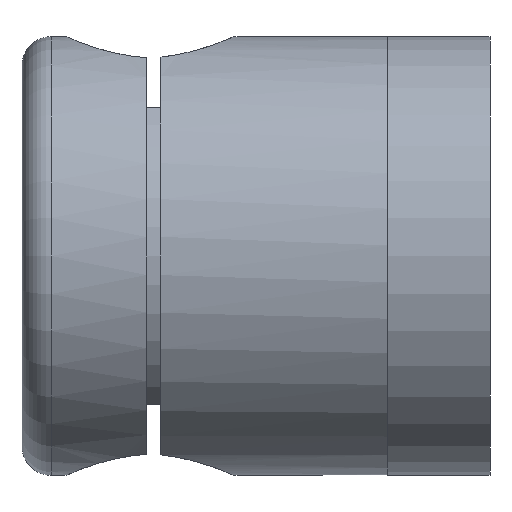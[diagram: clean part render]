
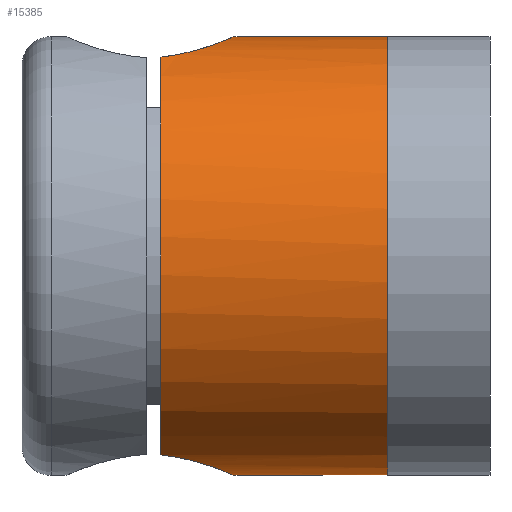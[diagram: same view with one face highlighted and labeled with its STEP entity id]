
A CAD part, left-side view. The second image highlights one B-rep face of the part: STEP entity #15385.
In plain terms, the highlighted cylindrical face has radius 15 mm (diameter 30 mm), a full revolution.
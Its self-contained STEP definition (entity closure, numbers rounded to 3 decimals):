
#63 = CARTESIAN_POINT ( 'NONE',  ( -4.951, 2.715, -14.16 ) ) ;
#545 = CIRCLE ( 'NONE', #1483, 15. ) ;
#976 = CARTESIAN_POINT ( 'NONE',  ( 3.466, 4.011, 14.598 ) ) ;
#1214 = CARTESIAN_POINT ( 'NONE',  ( -0.374, 5., 15. ) ) ;
#1232 = CARTESIAN_POINT ( 'NONE',  ( 3.478, 4.039, -14.603 ) ) ;
#1384 = CARTESIAN_POINT ( 'NONE',  ( 6.325, 0., -13.601 ) ) ;
#1405 = CARTESIAN_POINT ( 'NONE',  ( -5.284, 2.29, -14.039 ) ) ;
#1483 = AXIS2_PLACEMENT_3D ( 'NONE', #11951, #4165, #12060 ) ;
#1513 = CARTESIAN_POINT ( 'NONE',  ( -1.465, 4.875, -14.945 ) ) ;
#1742 = CARTESIAN_POINT ( 'NONE',  ( 0., 0., 0. ) ) ;
#2038 = DIRECTION ( 'NONE',  ( 0., 0., 1. ) ) ;
#2070 = FACE_OUTER_BOUND ( 'NONE', #14521, .T. ) ;
#2546 = CARTESIAN_POINT ( 'NONE',  ( 1.465, 4.875, 14.945 ) ) ;
#2685 = CARTESIAN_POINT ( 'NONE',  ( -5.872, 1.38, -13.809 ) ) ;
#2778 = CARTESIAN_POINT ( 'NONE',  ( 5.872, 1.38, 13.809 ) ) ;
#3201 = ORIENTED_EDGE ( 'NONE', *, *, #13719, .T. ) ;
#3721 = AXIS2_PLACEMENT_3D ( 'NONE', #1742, #14932, #7023 ) ;
#3768 = CARTESIAN_POINT ( 'NONE',  ( -6.325, 0., 13.601 ) ) ;
#3785 = CARTESIAN_POINT ( 'NONE',  ( 6.154, 0.719, -13.681 ) ) ;
#3789 = VERTEX_POINT ( 'NONE', #5238 ) ;
#3904 = CARTESIAN_POINT ( 'NONE',  ( 1.812, 4.753, -14.894 ) ) ;
#3973 = ORIENTED_EDGE ( 'NONE', *, *, #6522, .F. ) ;
#4111 = ORIENTED_EDGE ( 'NONE', *, *, #11157, .T. ) ;
#4112 = CARTESIAN_POINT ( 'NONE',  ( 5.388, 2.141, 13.999 ) ) ;
#4165 = DIRECTION ( 'NONE',  ( 0., 1., 0. ) ) ;
#4188 = CARTESIAN_POINT ( 'NONE',  ( 0.374, 5., -15. ) ) ;
#4717 = CIRCLE ( 'NONE', #10390, 15. ) ;
#5164 = CARTESIAN_POINT ( 'NONE',  ( 4.613, 3.136, -14.285 ) ) ;
#5171 = CYLINDRICAL_SURFACE ( 'NONE', #11597, 15. ) ;
#5238 = CARTESIAN_POINT ( 'NONE',  ( -6.325, 0., -13.601 ) ) ;
#5285 = CARTESIAN_POINT ( 'NONE',  ( -3.466, 4.011, -14.598 ) ) ;
#5346 = CARTESIAN_POINT ( 'NONE',  ( -4.333, 3.359, -14.364 ) ) ;
#5407 = CARTESIAN_POINT ( 'NONE',  ( -5.388, 2.141, -13.999 ) ) ;
#5859 = CARTESIAN_POINT ( 'NONE',  ( 0., 0., 0. ) ) ;
#6225 = EDGE_LOOP ( 'NONE', ( #8374, #3201, #11704, #4111 ) ) ;
#6315 = CARTESIAN_POINT ( 'NONE',  ( -5.091, 2.607, 14.116 ) ) ;
#6522 = EDGE_CURVE ( 'NONE', #7948, #7948, #545, .T. ) ;
#6544 = CARTESIAN_POINT ( 'NONE',  ( 6.154, 0.719, 13.681 ) ) ;
#6684 = CARTESIAN_POINT ( 'NONE',  ( -4.593, 3.114, -14.282 ) ) ;
#7023 = DIRECTION ( 'NONE',  ( 0., 0., 1. ) ) ;
#7068 = VERTEX_POINT ( 'NONE', #1384 ) ;
#7099 = VERTEX_POINT ( 'NONE', #13187 ) ;
#7718 = CARTESIAN_POINT ( 'NONE',  ( -5.871, 1.382, 13.809 ) ) ;
#7837 = CARTESIAN_POINT ( 'NONE',  ( -2.851, 4.387, 14.743 ) ) ;
#7948 = VERTEX_POINT ( 'NONE', #13912 ) ;
#8067 = CARTESIAN_POINT ( 'NONE',  ( 4.593, 3.114, 14.282 ) ) ;
#8139 = EDGE_CURVE ( 'NONE', #7099, #7068, #13173, .T. ) ;
#8261 = DIRECTION ( 'NONE',  ( 0., 0., -1. ) ) ;
#8323 = B_SPLINE_CURVE_WITH_KNOTS ( 'NONE', 3,
 ( #3768, #14412, #7718, #6315, #17019, #8985, #7837, #10302, #16960, #9038, #1214, #17073, #2546, #15515, #11774, #976, #8931, #11893, #8067, #17196, #14693, #9337, #4112, #2778, #6544, #12009 ),
 .UNSPECIFIED., .F., .F.,
 ( 4, 2, 2, 2, 2, 2, 2, 2, 2, 2, 2, 2, 4 ),
 ( 0., 0.002, 0.004, 0.007, 0.008, 0.009, 0.011, 0.012, 0.013, 0.014, 0.015, 0.015, 0.018 ),
 .UNSPECIFIED. ) ;
#8374 = ORIENTED_EDGE ( 'NONE', *, *, #8139, .T. ) ;
#8931 = CARTESIAN_POINT ( 'NONE',  ( 3.768, 3.808, 14.522 ) ) ;
#8985 = CARTESIAN_POINT ( 'NONE',  ( -3.478, 4.039, 14.603 ) ) ;
#9038 = CARTESIAN_POINT ( 'NONE',  ( -0.738, 4.968, 14.986 ) ) ;
#9303 = CARTESIAN_POINT ( 'NONE',  ( 0.738, 4.968, -14.986 ) ) ;
#9337 = CARTESIAN_POINT ( 'NONE',  ( 5.284, 2.29, 14.039 ) ) ;
#9359 = CARTESIAN_POINT ( 'NONE',  ( -5.066, 2.577, -14.119 ) ) ;
#9458 = CARTESIAN_POINT ( 'NONE',  ( -6.325, 0., -13.601 ) ) ;
#9746 = DIRECTION ( 'NONE',  ( 0., -1., 0. ) ) ;
#9806 = VERTEX_POINT ( 'NONE', #10242 ) ;
#9973 = DIRECTION ( 'NONE',  ( 0., 1., 0. ) ) ;
#10242 = CARTESIAN_POINT ( 'NONE',  ( -6.325, 0., 13.601 ) ) ;
#10302 = CARTESIAN_POINT ( 'NONE',  ( -1.812, 4.753, 14.894 ) ) ;
#10313 = B_SPLINE_CURVE_WITH_KNOTS ( 'NONE', 3,
 ( #15764, #3785, #17091, #11621, #5164, #1232, #11798, #3904, #15876, #9303, #4188, #14545, #1513, #11854, #15932, #5285, #14602, #5346, #6684, #63, #9359, #1405, #5407, #2685, #10657, #9458 ),
 .UNSPECIFIED., .F., .F.,
 ( 4, 2, 2, 2, 2, 2, 2, 2, 2, 2, 2, 2, 4 ),
 ( 0., 0.002, 0.004, 0.007, 0.008, 0.009, 0.011, 0.012, 0.013, 0.014, 0.015, 0.015, 0.018 ),
 .UNSPECIFIED. ) ;
#10390 = AXIS2_PLACEMENT_3D ( 'NONE', #5859, #9973, #2038 ) ;
#10657 = CARTESIAN_POINT ( 'NONE',  ( -6.154, 0.719, -13.681 ) ) ;
#11157 = EDGE_CURVE ( 'NONE', #9806, #7099, #8323, .T. ) ;
#11597 = AXIS2_PLACEMENT_3D ( 'NONE', #16274, #9746, #8261 ) ;
#11621 = CARTESIAN_POINT ( 'NONE',  ( 5.091, 2.607, -14.116 ) ) ;
#11704 = ORIENTED_EDGE ( 'NONE', *, *, #11911, .T. ) ;
#11774 = CARTESIAN_POINT ( 'NONE',  ( 2.835, 4.36, 14.733 ) ) ;
#11798 = CARTESIAN_POINT ( 'NONE',  ( 2.851, 4.387, -14.743 ) ) ;
#11854 = CARTESIAN_POINT ( 'NONE',  ( -2.504, 4.509, -14.794 ) ) ;
#11893 = CARTESIAN_POINT ( 'NONE',  ( 4.333, 3.359, 14.364 ) ) ;
#11911 = EDGE_CURVE ( 'NONE', #3789, #9806, #4717, .T. ) ;
#11951 = CARTESIAN_POINT ( 'NONE',  ( 0., 15.5, 0. ) ) ;
#12009 = CARTESIAN_POINT ( 'NONE',  ( 6.325, 0., 13.601 ) ) ;
#12060 = DIRECTION ( 'NONE',  ( 0., 0., 1. ) ) ;
#13173 = CIRCLE ( 'NONE', #3721, 15. ) ;
#13187 = CARTESIAN_POINT ( 'NONE',  ( 6.325, 0., 13.601 ) ) ;
#13719 = EDGE_CURVE ( 'NONE', #7068, #3789, #10313, .T. ) ;
#13912 = CARTESIAN_POINT ( 'NONE',  ( 0., 15.5, 15. ) ) ;
#14412 = CARTESIAN_POINT ( 'NONE',  ( -6.154, 0.719, 13.681 ) ) ;
#14521 = EDGE_LOOP ( 'NONE', ( #3973 ) ) ;
#14545 = CARTESIAN_POINT ( 'NONE',  ( -0.739, 5., -15. ) ) ;
#14602 = CARTESIAN_POINT ( 'NONE',  ( -3.768, 3.808, -14.522 ) ) ;
#14693 = CARTESIAN_POINT ( 'NONE',  ( 5.066, 2.577, 14.119 ) ) ;
#14932 = DIRECTION ( 'NONE',  ( 0., 1., 0. ) ) ;
#15385 = ADVANCED_FACE ( 'NONE', ( #2070, #15525 ), #5171, .T. ) ;
#15515 = CARTESIAN_POINT ( 'NONE',  ( 2.504, 4.509, 14.794 ) ) ;
#15525 = FACE_OUTER_BOUND ( 'NONE', #6225, .T. ) ;
#15764 = CARTESIAN_POINT ( 'NONE',  ( 6.325, 0., -13.601 ) ) ;
#15876 = CARTESIAN_POINT ( 'NONE',  ( 1.457, 4.845, -14.933 ) ) ;
#15932 = CARTESIAN_POINT ( 'NONE',  ( -2.835, 4.36, -14.733 ) ) ;
#16274 = CARTESIAN_POINT ( 'NONE',  ( 0., 15.5, 0. ) ) ;
#16960 = CARTESIAN_POINT ( 'NONE',  ( -1.457, 4.845, 14.933 ) ) ;
#17019 = CARTESIAN_POINT ( 'NONE',  ( -4.613, 3.136, 14.285 ) ) ;
#17073 = CARTESIAN_POINT ( 'NONE',  ( 0.739, 5., 15. ) ) ;
#17091 = CARTESIAN_POINT ( 'NONE',  ( 5.871, 1.382, -13.809 ) ) ;
#17196 = CARTESIAN_POINT ( 'NONE',  ( 4.951, 2.715, 14.16 ) ) ;
